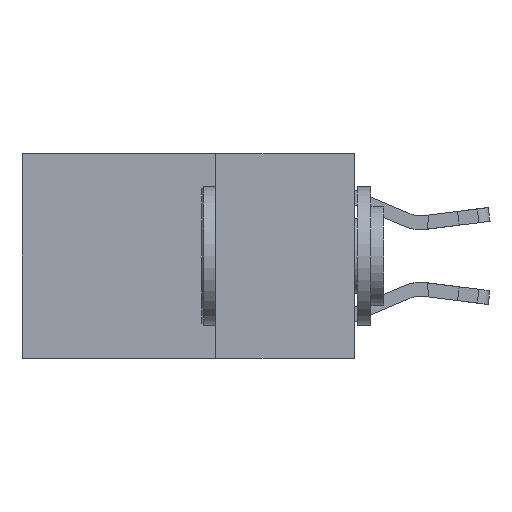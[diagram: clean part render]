
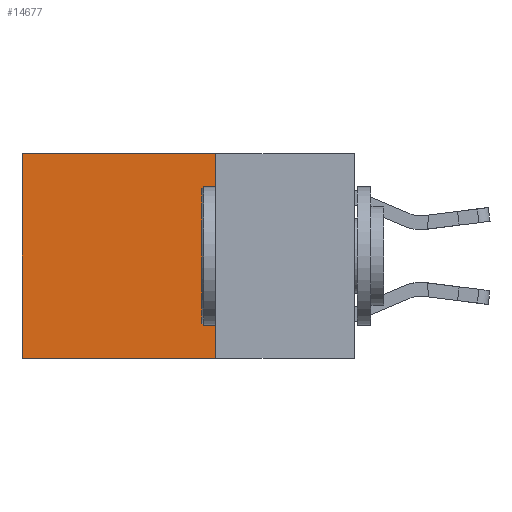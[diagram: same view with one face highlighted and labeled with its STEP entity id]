
A CAD part, left-side view. The second image highlights one B-rep face of the part: STEP entity #14677.
In plain terms, the highlighted planar face has unit normal (-1, 0, 0).
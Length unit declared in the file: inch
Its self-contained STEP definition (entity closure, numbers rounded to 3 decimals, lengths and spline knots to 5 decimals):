
#211 = VERTEX_POINT ( 'NONE', #9738 ) ;
#505 = PLANE ( 'NONE',  #14788 ) ;
#602 = VECTOR ( 'NONE', #8328, 39.37008 ) ;
#1210 = ORIENTED_EDGE ( 'NONE', *, *, #7667, .T. ) ;
#1449 = FACE_OUTER_BOUND ( 'NONE', #16137, .T. ) ;
#2373 = ORIENTED_EDGE ( 'NONE', *, *, #9625, .F. ) ;
#2975 = CARTESIAN_POINT ( 'NONE',  ( 0.2625, 0.6, 0. ) ) ;
#3813 = VECTOR ( 'NONE', #5547, 39.37008 ) ;
#4405 = LINE ( 'NONE', #2975, #3813 ) ;
#4557 = VECTOR ( 'NONE', #9288, 39.37008 ) ;
#5100 = DIRECTION ( 'NONE',  ( 0., 0., -1. ) ) ;
#5489 = LINE ( 'NONE', #9371, #4557 ) ;
#5547 = DIRECTION ( 'NONE',  ( 0., 0., -1. ) ) ;
#6080 = DIRECTION ( 'NONE',  ( 0., 1., 0. ) ) ;
#6381 = EDGE_CURVE ( 'NONE', #10323, #211, #5489, .T. ) ;
#6724 = VERTEX_POINT ( 'NONE', #12203 ) ;
#7430 = LINE ( 'NONE', #10867, #602 ) ;
#7667 = EDGE_CURVE ( 'NONE', #10323, #15089, #7430, .T. ) ;
#7705 = EDGE_CURVE ( 'NONE', #15089, #6724, #4405, .T. ) ;
#8328 = DIRECTION ( 'NONE',  ( 0., 1., 0. ) ) ;
#9043 = CARTESIAN_POINT ( 'NONE',  ( 0.2625, 0.25, 0. ) ) ;
#9068 = CARTESIAN_POINT ( 'NONE',  ( 0.2625, 0.25, 0. ) ) ;
#9288 = DIRECTION ( 'NONE',  ( 0., 0., -1. ) ) ;
#9371 = CARTESIAN_POINT ( 'NONE',  ( 0.2625, 0.25, 0. ) ) ;
#9625 = EDGE_CURVE ( 'NONE', #211, #6724, #11065, .T. ) ;
#9738 = CARTESIAN_POINT ( 'NONE',  ( 0.2625, 0.25, -0.37 ) ) ;
#10323 = VERTEX_POINT ( 'NONE', #9068 ) ;
#10867 = CARTESIAN_POINT ( 'NONE',  ( 0.2625, 0.25, 0. ) ) ;
#11065 = LINE ( 'NONE', #13750, #14722 ) ;
#11883 = DIRECTION ( 'NONE',  ( 1., 0., 0. ) ) ;
#12203 = CARTESIAN_POINT ( 'NONE',  ( 0.2625, 0.6, -0.37 ) ) ;
#13750 = CARTESIAN_POINT ( 'NONE',  ( 0.2625, 0.25, -0.37 ) ) ;
#13923 = ORIENTED_EDGE ( 'NONE', *, *, #6381, .F. ) ;
#14677 = ADVANCED_FACE ( 'NONE', ( #1449 ), #505, .F. ) ;
#14722 = VECTOR ( 'NONE', #6080, 39.37008 ) ;
#14788 = AXIS2_PLACEMENT_3D ( 'NONE', #9043, #11883, #5100 ) ;
#15089 = VERTEX_POINT ( 'NONE', #15425 ) ;
#15425 = CARTESIAN_POINT ( 'NONE',  ( 0.2625, 0.6, 0. ) ) ;
#16137 = EDGE_LOOP ( 'NONE', ( #16367, #2373, #13923, #1210 ) ) ;
#16367 = ORIENTED_EDGE ( 'NONE', *, *, #7705, .T. ) ;
